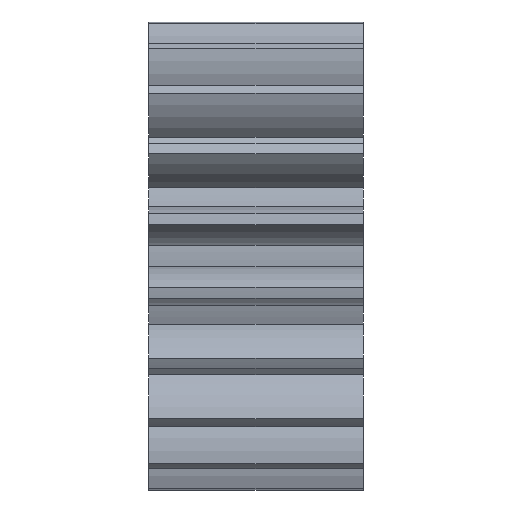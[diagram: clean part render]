
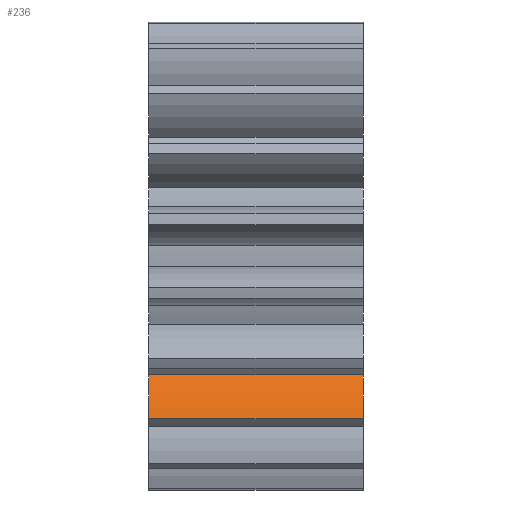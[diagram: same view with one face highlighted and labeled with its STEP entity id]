
A CAD part, front view. The second image highlights one B-rep face of the part: STEP entity #236.
In plain terms, the highlighted cylindrical face has radius 4 mm (diameter 8 mm), a partial arc.
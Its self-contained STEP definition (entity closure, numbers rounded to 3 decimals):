
#18 = FACE_OUTER_BOUND ( 'NONE', #1994, .T. ) ;
#37 = CARTESIAN_POINT ( 'NONE',  ( 10., -6.773, -5.539 ) ) ;
#106 = VERTEX_POINT ( 'NONE', #37 ) ;
#157 = ORIENTED_EDGE ( 'NONE', *, *, #929, .T. ) ;
#236 = ADVANCED_FACE ( 'NONE', ( #18 ), #3065, .T. ) ;
#366 = EDGE_CURVE ( 'NONE', #1432, #1816, #2817, .T. ) ;
#389 = VECTOR ( 'NONE', #390, 1000. ) ;
#390 = DIRECTION ( 'NONE',  ( 1., 0., 0. ) ) ;
#452 = EDGE_CURVE ( 'NONE', #1163, #1432, #2587, .T. ) ;
#516 = CIRCLE ( 'NONE', #1763, 4. ) ;
#612 = CARTESIAN_POINT ( 'NONE',  ( 5., -7.959, -7.593 ) ) ;
#641 = AXIS2_PLACEMENT_3D ( 'NONE', #1868, #1064, #2291 ) ;
#820 = DIRECTION ( 'NONE',  ( -1., 0., 0. ) ) ;
#929 = EDGE_CURVE ( 'NONE', #106, #1163, #2772, .T. ) ;
#1064 = DIRECTION ( 'NONE',  ( -1., 0., 0. ) ) ;
#1113 = CARTESIAN_POINT ( 'NONE',  ( 10., -4.057, -8.476 ) ) ;
#1139 = EDGE_CURVE ( 'NONE', #1816, #106, #516, .T. ) ;
#1162 = CARTESIAN_POINT ( 'NONE',  ( 0., -6.773, -5.539 ) ) ;
#1163 = VERTEX_POINT ( 'NONE', #1162 ) ;
#1184 = ORIENTED_EDGE ( 'NONE', *, *, #452, .T. ) ;
#1205 = AXIS2_PLACEMENT_3D ( 'NONE', #2405, #3134, #3113 ) ;
#1238 = CARTESIAN_POINT ( 'NONE',  ( 10., -7.959, -7.593 ) ) ;
#1332 = VECTOR ( 'NONE', #820, 1000. ) ;
#1374 = DIRECTION ( 'NONE',  ( 0., -0.588, 0.809 ) ) ;
#1432 = VERTEX_POINT ( 'NONE', #1480 ) ;
#1480 = CARTESIAN_POINT ( 'NONE',  ( 0., -7.959, -7.593 ) ) ;
#1763 = AXIS2_PLACEMENT_3D ( 'NONE', #1113, #2816, #1374 ) ;
#1789 = ORIENTED_EDGE ( 'NONE', *, *, #366, .T. ) ;
#1816 = VERTEX_POINT ( 'NONE', #1238 ) ;
#1868 = CARTESIAN_POINT ( 'NONE',  ( 10., -4.057, -8.476 ) ) ;
#1994 = EDGE_LOOP ( 'NONE', ( #1789, #2858, #157, #1184 ) ) ;
#2056 = CARTESIAN_POINT ( 'NONE',  ( 10., -6.773, -5.539 ) ) ;
#2291 = DIRECTION ( 'NONE',  ( 0., 0., 1. ) ) ;
#2405 = CARTESIAN_POINT ( 'NONE',  ( 0., -4.057, -8.476 ) ) ;
#2587 = CIRCLE ( 'NONE', #1205, 4. ) ;
#2772 = LINE ( 'NONE', #2056, #1332 ) ;
#2816 = DIRECTION ( 'NONE',  ( -1., 0., 0. ) ) ;
#2817 = LINE ( 'NONE', #612, #389 ) ;
#2858 = ORIENTED_EDGE ( 'NONE', *, *, #1139, .T. ) ;
#3065 = CYLINDRICAL_SURFACE ( 'NONE', #641, 4. ) ;
#3113 = DIRECTION ( 'NONE',  ( 0., 0., -1. ) ) ;
#3134 = DIRECTION ( 'NONE',  ( 1., 0., 0. ) ) ;
